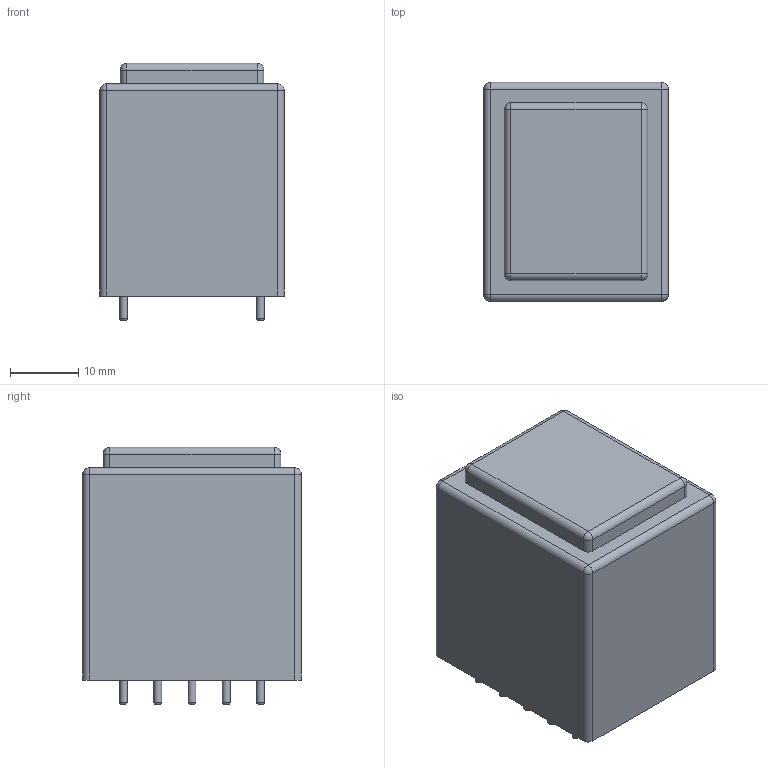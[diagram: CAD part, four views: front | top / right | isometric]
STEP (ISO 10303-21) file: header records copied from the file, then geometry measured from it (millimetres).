
FILE_DESCRIPTION(/* description */ ('model of Transformer_CHK_EI30-2VA_Neutral'),/* implementation_level */ '2;1');
FILE_NAME(/* name */ 'Transformer_CHK_EI30-2VA_Neutral.step',/* time_stamp */ '2018-11-13T17:34:41',/* author */ ('kicad StepUp','ksu'),/* organization */ ('FreeCAD'),/* preprocessor_version */ 'OCC',/* originating_system */ 'kicad StepUp',/* authorisation */ '');
FILE_SCHEMA(('AUTOMOTIVE_DESIGN { 1 0 10303 214 1 1 1 1 }'));
Length unit declared in the file: millimetre
Products named in the file (3): ASSEMBLY; Transformer_CHK_EI30_2VA_Neutral001; Transformer_CHK_EI30_2VA_Neutral
Assembly tree (2 placements, depth 2):
  ASSEMBLY
    Transformer_CHK_EI30_2VA_Neutral001
    Transformer_CHK_EI30_2VA_Neutral
Bounding box: 27 x 32 x 37.6 mm (x, y, z)
Volume: 28396.1 mm3; surface area: 5700.1 mm2
Topology: 11 solids, 11 shells, 75 faces, 130 edges, 70 vertices
Faces by surface type: plane 31, cylinder 26, revolution 10, sphere 8
Full cylindrical faces by diameter (mm): 1.154 x10
Entity records: 1915 total; most frequent: CARTESIAN_POINT 340, DIRECTION 340, ORIENTED_EDGE 244, AXIS2_PLACEMENT_3D 140, EDGE_CURVE 122, FACE_BOUND 76, EDGE_LOOP 76, ADVANCED_FACE 75
